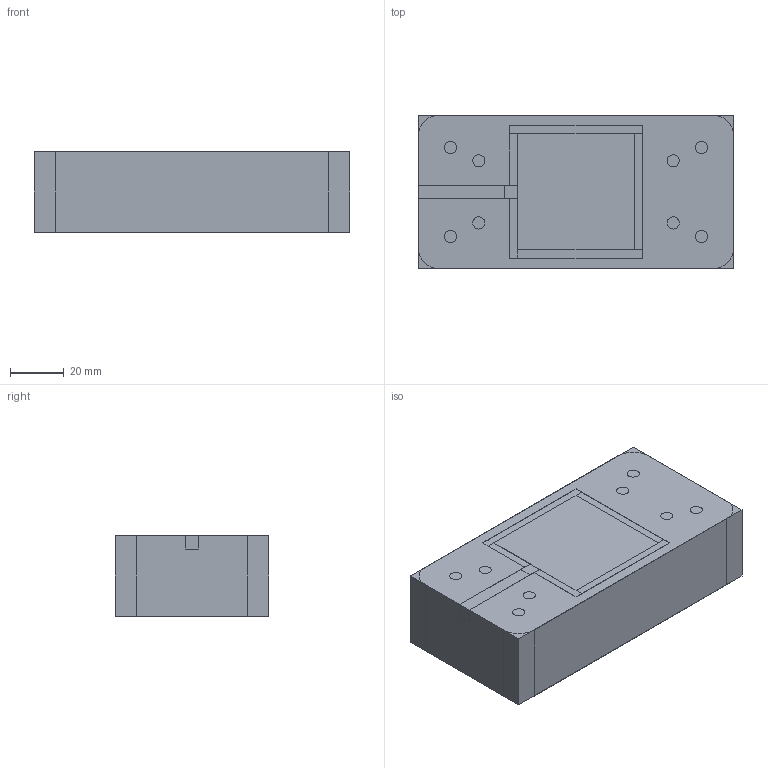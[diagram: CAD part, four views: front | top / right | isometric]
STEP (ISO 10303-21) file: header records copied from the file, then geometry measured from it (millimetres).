
FILE_DESCRIPTION(('FreeCAD Model'),'2;1');
FILE_NAME('SujetadorMotor.step','2019-05-17T18:40:44',('Author'),(''), 'Open CASCADE STEP processor 7.3','FreeCAD','Unknown');
FILE_SCHEMA(('AUTOMOTIVE_DESIGN { 1 0 10303 214 1 1 1 1 }'));
Length unit declared in the file: millimetre
Products named in the file (24): Pad; Pocket; Pocket001; Pocket004; Pocket002; Pocket005; Pocket003; Sketch002; Sketch; Sketch004; Sketch001; Sketch005; Sketch003; Sketch006; Chamfer003; Chamfer; Chamfer004; Fillet003; Chamfer001; Fillet002; Fillet; Chamfer002; Chamfer005; Fillet001
Bounding box: 117 x 57 x 30 mm (x, y, z)
Surface area: 449286.6 mm2
Topology: 17 solids, 17 shells, 370 faces, 991 edges, 681 vertices
Faces by surface type: plane 286, cylinder 78, bspline 6
Full cylindrical faces by diameter (mm): 4.5 x20, 12 x4
Entity records: 27639 total; most frequent: CARTESIAN_POINT 7612, DIRECTION 3598, LINE 2492, VECTOR 2492, ORIENTED_EDGE 1926, PCURVE 1926, DEFINITIONAL_REPRESENTATION 1926, EDGE_CURVE 963
